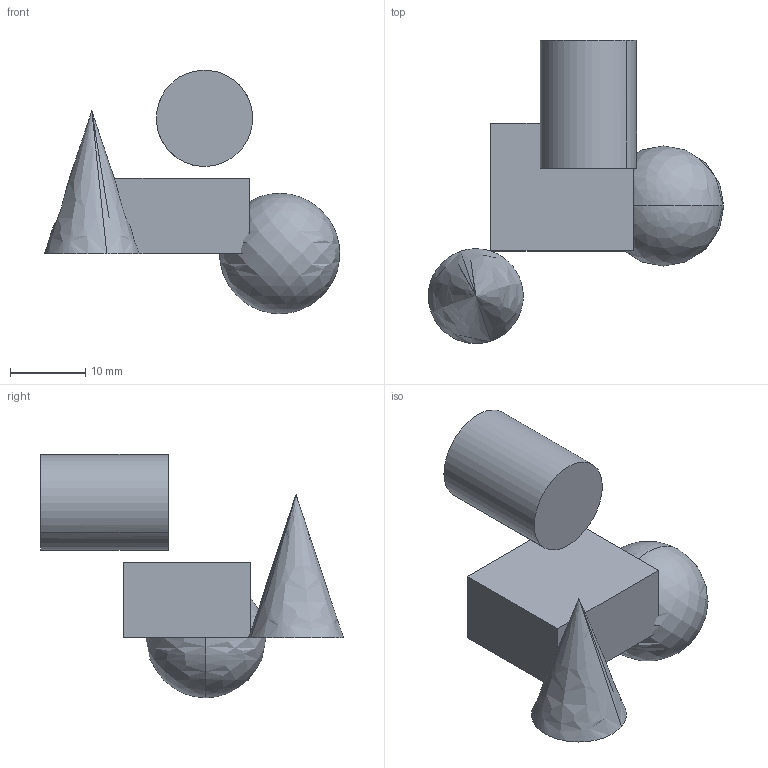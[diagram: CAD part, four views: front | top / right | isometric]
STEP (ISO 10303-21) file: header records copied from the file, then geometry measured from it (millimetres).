
FILE_DESCRIPTION(/* description */ (''),/* implementation_level */ '2;1');
FILE_NAME(/* name */ 'STEP Problem',/* time_stamp */ '2022-07-19T19:23:53+02:00',/* author */ (''),/* organization */ (''),/* preprocessor_version */ 'ST-DEVELOPER v16.5',/* originating_system */ 'Rhino 7.19',/* authorisation */ '');
FILE_SCHEMA (('AUTOMOTIVE_DESIGN'));
Length unit declared in the file: millimetre
Products named in the file (1): Document
Bounding box: 39.32 x 40.31 x 32.38 mm (x, y, z)
Volume: 8375.1 mm3; surface area: 3640.2 mm2
Topology: 4 solids, 4 shells, 15 faces, 30 edges, 17 vertices
Faces by surface type: bspline 15
Entity records: 717 total; most frequent: CARTESIAN_POINT 331, B_SPLINE_CURVE_WITH_KNOTS 56, ORIENTED_EDGE 48, PCURVE 48, DEFINITIONAL_REPRESENTATION 48, SURFACE_CURVE 24, EDGE_CURVE 24, VERTEX_POINT 17
